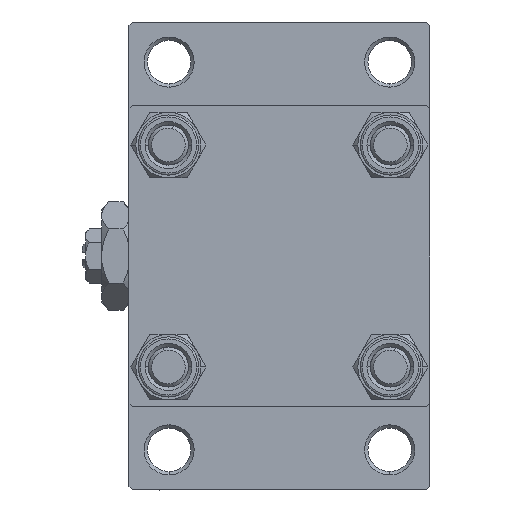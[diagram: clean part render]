
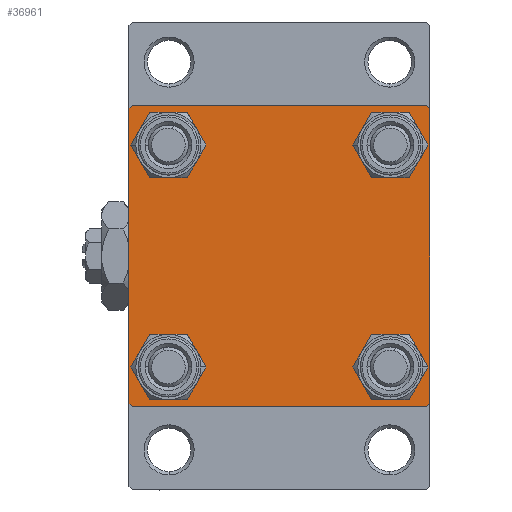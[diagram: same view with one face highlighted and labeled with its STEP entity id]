
A CAD part, left-side view. The second image highlights one B-rep face of the part: STEP entity #36961.
In plain terms, the highlighted planar face has unit normal (-1, 0, 0).
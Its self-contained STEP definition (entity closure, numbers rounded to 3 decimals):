
#130 = DIRECTION ( 'NONE',  ( 0., -1., 0. ) ) ;
#194 = CARTESIAN_POINT ( 'NONE',  ( 0., -22.5, 22.5 ) ) ;
#1064 = AXIS2_PLACEMENT_3D ( 'NONE', #11607, #38592, #43470 ) ;
#1095 = CIRCLE ( 'NONE', #1064, 3.5 ) ;
#1332 = DIRECTION ( 'NONE',  ( 1., 0., 0. ) ) ;
#1347 = DIRECTION ( 'NONE',  ( 0., 0., 1. ) ) ;
#1493 = CARTESIAN_POINT ( 'NONE',  ( 0., 16.6, 13.1 ) ) ;
#1601 = EDGE_CURVE ( 'NONE', #19255, #2936, #6753, .T. ) ;
#2661 = EDGE_CURVE ( 'NONE', #49233, #6155, #9102, .T. ) ;
#2931 = FACE_BOUND ( 'NONE', #5370, .T. ) ;
#2936 = VERTEX_POINT ( 'NONE', #40250 ) ;
#2999 = DIRECTION ( 'NONE',  ( 0., 0., 1. ) ) ;
#3118 = VECTOR ( 'NONE', #49324, 1000. ) ;
#3132 = CIRCLE ( 'NONE', #32736, 3.5 ) ;
#3336 = CIRCLE ( 'NONE', #16868, 3.5 ) ;
#3848 = EDGE_CURVE ( 'NONE', #14183, #11655, #28514, .T. ) ;
#4094 = ORIENTED_EDGE ( 'NONE', *, *, #39920, .T. ) ;
#4160 = EDGE_CURVE ( 'NONE', #24441, #13091, #42413, .T. ) ;
#4246 = CARTESIAN_POINT ( 'NONE',  ( 0., 16.6, 20.1 ) ) ;
#4472 = CIRCLE ( 'NONE', #43496, 3.5 ) ;
#4966 = CIRCLE ( 'NONE', #24069, 3.5 ) ;
#5124 = ORIENTED_EDGE ( 'NONE', *, *, #6297, .F. ) ;
#5224 = CARTESIAN_POINT ( 'NONE',  ( 0., 22.5, -22. ) ) ;
#5370 = EDGE_LOOP ( 'NONE', ( #33673, #4094 ) ) ;
#6155 = VERTEX_POINT ( 'NONE', #14655 ) ;
#6297 = EDGE_CURVE ( 'NONE', #24441, #6155, #31126, .T. ) ;
#6345 = DIRECTION ( 'NONE',  ( 0., -0.707, 0.707 ) ) ;
#6753 = LINE ( 'NONE', #44671, #46404 ) ;
#6915 = PLANE ( 'NONE',  #34452 ) ;
#8103 = CARTESIAN_POINT ( 'NONE',  ( 0., 22.5, 22.5 ) ) ;
#8552 = CARTESIAN_POINT ( 'NONE',  ( 0., 22.5, -22.5 ) ) ;
#9062 = DIRECTION ( 'NONE',  ( 1., 0., 0. ) ) ;
#9088 = VECTOR ( 'NONE', #42015, 1000. ) ;
#9102 = LINE ( 'NONE', #25059, #31657 ) ;
#9198 = CIRCLE ( 'NONE', #14790, 3.5 ) ;
#9974 = DIRECTION ( 'NONE',  ( 0., 0.707, -0.707 ) ) ;
#10143 = FACE_BOUND ( 'NONE', #32823, .T. ) ;
#11085 = CARTESIAN_POINT ( 'NONE',  ( 0., -22., 22.5 ) ) ;
#11336 = DIRECTION ( 'NONE',  ( 1., 0., 0. ) ) ;
#11607 = CARTESIAN_POINT ( 'NONE',  ( 0., 16.6, 16.6 ) ) ;
#11655 = VERTEX_POINT ( 'NONE', #37072 ) ;
#11693 = CARTESIAN_POINT ( 'NONE',  ( 0., -16.6, 13.1 ) ) ;
#11954 = EDGE_CURVE ( 'NONE', #12523, #44277, #3336, .T. ) ;
#12523 = VERTEX_POINT ( 'NONE', #4246 ) ;
#12632 = CARTESIAN_POINT ( 'NONE',  ( 0., 22., 22.5 ) ) ;
#12718 = ORIENTED_EDGE ( 'NONE', *, *, #35654, .T. ) ;
#12735 = LINE ( 'NONE', #8103, #46670 ) ;
#13091 = VERTEX_POINT ( 'NONE', #11085 ) ;
#13641 = CARTESIAN_POINT ( 'NONE',  ( 0., 0., 0. ) ) ;
#13707 = CARTESIAN_POINT ( 'NONE',  ( 0., -16.6, 16.6 ) ) ;
#13883 = FACE_BOUND ( 'NONE', #29296, .T. ) ;
#14183 = VERTEX_POINT ( 'NONE', #19291 ) ;
#14255 = DIRECTION ( 'NONE',  ( 0., 0., 1. ) ) ;
#14463 = DIRECTION ( 'NONE',  ( 0., -0.707, -0.707 ) ) ;
#14655 = CARTESIAN_POINT ( 'NONE',  ( 0., -22.5, -22. ) ) ;
#14790 = AXIS2_PLACEMENT_3D ( 'NONE', #20233, #11336, #38573 ) ;
#14936 = VERTEX_POINT ( 'NONE', #47587 ) ;
#15420 = CIRCLE ( 'NONE', #38546, 3.5 ) ;
#15900 = CARTESIAN_POINT ( 'NONE',  ( 0., 22.5, 22. ) ) ;
#16145 = ORIENTED_EDGE ( 'NONE', *, *, #1601, .T. ) ;
#16630 = VERTEX_POINT ( 'NONE', #11693 ) ;
#16683 = EDGE_CURVE ( 'NONE', #21497, #14936, #4966, .T. ) ;
#16868 = AXIS2_PLACEMENT_3D ( 'NONE', #36027, #9062, #39531 ) ;
#17849 = CARTESIAN_POINT ( 'NONE',  ( 0., 22.5, 22.5 ) ) ;
#17998 = ORIENTED_EDGE ( 'NONE', *, *, #49100, .T. ) ;
#18118 = FACE_OUTER_BOUND ( 'NONE', #31724, .T. ) ;
#18965 = VECTOR ( 'NONE', #27422, 1000. ) ;
#19255 = VERTEX_POINT ( 'NONE', #5224 ) ;
#19291 = CARTESIAN_POINT ( 'NONE',  ( 0., 16.6, -20.1 ) ) ;
#19373 = EDGE_CURVE ( 'NONE', #30926, #16630, #15420, .T. ) ;
#19443 = CARTESIAN_POINT ( 'NONE',  ( 0., -22.25, 22.25 ) ) ;
#19461 = VECTOR ( 'NONE', #9974, 1000. ) ;
#19955 = EDGE_CURVE ( 'NONE', #26247, #45594, #29689, .T. ) ;
#20233 = CARTESIAN_POINT ( 'NONE',  ( 0., -16.6, -16.6 ) ) ;
#20907 = CARTESIAN_POINT ( 'NONE',  ( 0., -16.6, 20.1 ) ) ;
#21497 = VERTEX_POINT ( 'NONE', #45056 ) ;
#21764 = DIRECTION ( 'NONE',  ( 1., 0., 0. ) ) ;
#22013 = CARTESIAN_POINT ( 'NONE',  ( 0., 16.6, -16.6 ) ) ;
#22418 = VECTOR ( 'NONE', #24617, 1000. ) ;
#23654 = ORIENTED_EDGE ( 'NONE', *, *, #3848, .T. ) ;
#23969 = EDGE_LOOP ( 'NONE', ( #40107, #17998 ) ) ;
#24069 = AXIS2_PLACEMENT_3D ( 'NONE', #34176, #49156, #2999 ) ;
#24268 = EDGE_CURVE ( 'NONE', #11655, #14183, #4472, .T. ) ;
#24365 = ORIENTED_EDGE ( 'NONE', *, *, #30649, .T. ) ;
#24441 = VERTEX_POINT ( 'NONE', #27007 ) ;
#24536 = CARTESIAN_POINT ( 'NONE',  ( 0., 16.6, -16.6 ) ) ;
#24617 = DIRECTION ( 'NONE',  ( 0., 0., -1. ) ) ;
#24742 = ORIENTED_EDGE ( 'NONE', *, *, #49221, .F. ) ;
#24783 = DIRECTION ( 'NONE',  ( 1., 0., 0. ) ) ;
#25059 = CARTESIAN_POINT ( 'NONE',  ( 0., -22.25, -22.25 ) ) ;
#26247 = VERTEX_POINT ( 'NONE', #12632 ) ;
#27007 = CARTESIAN_POINT ( 'NONE',  ( 0., -22.5, 22. ) ) ;
#27023 = ORIENTED_EDGE ( 'NONE', *, *, #45978, .T. ) ;
#27422 = DIRECTION ( 'NONE',  ( 0., 0.707, 0.707 ) ) ;
#27699 = AXIS2_PLACEMENT_3D ( 'NONE', #22013, #21764, #14255 ) ;
#28514 = CIRCLE ( 'NONE', #27699, 3.5 ) ;
#29296 = EDGE_LOOP ( 'NONE', ( #35200, #24365 ) ) ;
#29689 = LINE ( 'NONE', #40434, #19461 ) ;
#30104 = CARTESIAN_POINT ( 'NONE',  ( 0., -16.6, 16.6 ) ) ;
#30649 = EDGE_CURVE ( 'NONE', #16630, #30926, #3132, .T. ) ;
#30926 = VERTEX_POINT ( 'NONE', #20907 ) ;
#31126 = LINE ( 'NONE', #194, #3118 ) ;
#31657 = VECTOR ( 'NONE', #6345, 1000. ) ;
#31724 = EDGE_LOOP ( 'NONE', ( #12718, #16145, #27023, #47727, #5124, #35639, #24742, #48133 ) ) ;
#32736 = AXIS2_PLACEMENT_3D ( 'NONE', #13707, #1332, #40430 ) ;
#32823 = EDGE_LOOP ( 'NONE', ( #36348, #23654 ) ) ;
#33673 = ORIENTED_EDGE ( 'NONE', *, *, #11954, .T. ) ;
#34034 = LINE ( 'NONE', #8552, #9088 ) ;
#34176 = CARTESIAN_POINT ( 'NONE',  ( 0., -16.6, -16.6 ) ) ;
#34452 = AXIS2_PLACEMENT_3D ( 'NONE', #13641, #48566, #36382 ) ;
#35200 = ORIENTED_EDGE ( 'NONE', *, *, #19373, .T. ) ;
#35639 = ORIENTED_EDGE ( 'NONE', *, *, #4160, .T. ) ;
#35654 = EDGE_CURVE ( 'NONE', #45594, #19255, #36849, .T. ) ;
#36027 = CARTESIAN_POINT ( 'NONE',  ( 0., 16.6, 16.6 ) ) ;
#36348 = ORIENTED_EDGE ( 'NONE', *, *, #24268, .T. ) ;
#36382 = DIRECTION ( 'NONE',  ( 0., 0., 1. ) ) ;
#36849 = LINE ( 'NONE', #17849, #22418 ) ;
#36961 = ADVANCED_FACE ( 'NONE', ( #13883, #37131, #10143, #2931, #18118 ), #6915, .T. ) ;
#37072 = CARTESIAN_POINT ( 'NONE',  ( 0., 16.6, -13.1 ) ) ;
#37131 = FACE_BOUND ( 'NONE', #23969, .T. ) ;
#37621 = DIRECTION ( 'NONE',  ( 0., 0., 1. ) ) ;
#38323 = CARTESIAN_POINT ( 'NONE',  ( 0., -22., -22.5 ) ) ;
#38546 = AXIS2_PLACEMENT_3D ( 'NONE', #30104, #45322, #37621 ) ;
#38573 = DIRECTION ( 'NONE',  ( 0., 0., 1. ) ) ;
#38592 = DIRECTION ( 'NONE',  ( 1., 0., 0. ) ) ;
#39531 = DIRECTION ( 'NONE',  ( 0., 0., 1. ) ) ;
#39920 = EDGE_CURVE ( 'NONE', #44277, #12523, #1095, .T. ) ;
#40107 = ORIENTED_EDGE ( 'NONE', *, *, #16683, .T. ) ;
#40250 = CARTESIAN_POINT ( 'NONE',  ( 0., 22., -22.5 ) ) ;
#40430 = DIRECTION ( 'NONE',  ( 0., 0., 1. ) ) ;
#40434 = CARTESIAN_POINT ( 'NONE',  ( 0., 22.25, 22.25 ) ) ;
#42015 = DIRECTION ( 'NONE',  ( 0., -1., 0. ) ) ;
#42413 = LINE ( 'NONE', #19443, #18965 ) ;
#43470 = DIRECTION ( 'NONE',  ( 0., 0., 1. ) ) ;
#43496 = AXIS2_PLACEMENT_3D ( 'NONE', #24536, #24783, #1347 ) ;
#44277 = VERTEX_POINT ( 'NONE', #1493 ) ;
#44671 = CARTESIAN_POINT ( 'NONE',  ( 0., 22.25, -22.25 ) ) ;
#45056 = CARTESIAN_POINT ( 'NONE',  ( 0., -16.6, -13.1 ) ) ;
#45322 = DIRECTION ( 'NONE',  ( 1., 0., 0. ) ) ;
#45594 = VERTEX_POINT ( 'NONE', #15900 ) ;
#45978 = EDGE_CURVE ( 'NONE', #2936, #49233, #34034, .T. ) ;
#46404 = VECTOR ( 'NONE', #14463, 1000. ) ;
#46670 = VECTOR ( 'NONE', #130, 1000. ) ;
#47587 = CARTESIAN_POINT ( 'NONE',  ( 0., -16.6, -20.1 ) ) ;
#47727 = ORIENTED_EDGE ( 'NONE', *, *, #2661, .T. ) ;
#48133 = ORIENTED_EDGE ( 'NONE', *, *, #19955, .T. ) ;
#48566 = DIRECTION ( 'NONE',  ( -1., 0., 0. ) ) ;
#49100 = EDGE_CURVE ( 'NONE', #14936, #21497, #9198, .T. ) ;
#49156 = DIRECTION ( 'NONE',  ( 1., 0., 0. ) ) ;
#49221 = EDGE_CURVE ( 'NONE', #26247, #13091, #12735, .T. ) ;
#49233 = VERTEX_POINT ( 'NONE', #38323 ) ;
#49324 = DIRECTION ( 'NONE',  ( 0., 0., -1. ) ) ;
